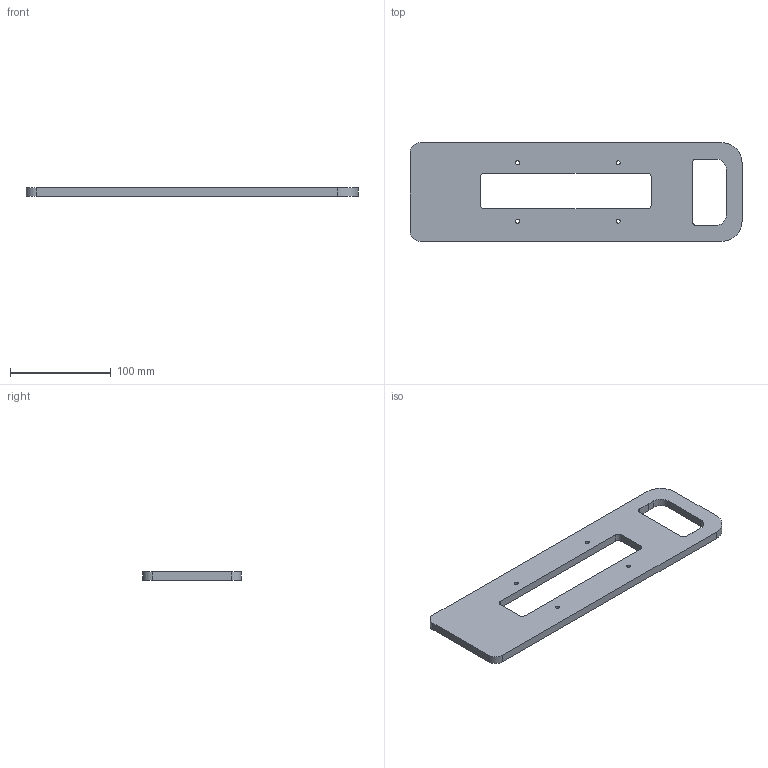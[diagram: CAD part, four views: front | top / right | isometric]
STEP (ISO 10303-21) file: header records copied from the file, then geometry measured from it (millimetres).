
FILE_DESCRIPTION(('Open CASCADE Model'),'2;1');
FILE_NAME('Open CASCADE Shape Model','2021-10-12T16:13:15',('Author'),( 'Open CASCADE'),'Open CASCADE STEP processor 7.2','Open CASCADE 7.2' ,'Unknown');
FILE_SCHEMA(('AUTOMOTIVE_DESIGN { 1 0 10303 214 1 1 1 1 }'));
Length unit declared in the file: millimetre
Products named in the file (1): Open CASCADE STEP translator 7.2 1
Bounding box: 330 x 98 x 8 mm (x, y, z)
Volume: 191605.9 mm3; surface area: 59673 mm2
Topology: 1 solids, 1 shells, 38 faces, 108 edges, 72 vertices
Faces by surface type: cylinder 22, plane 16
Entity records: 2732 total; most frequent: CARTESIAN_POINT 523, DIRECTION 428, LINE 232, VECTOR 232, ORIENTED_EDGE 216, PCURVE 216, DEFINITIONAL_REPRESENTATION 216, EDGE_CURVE 108
